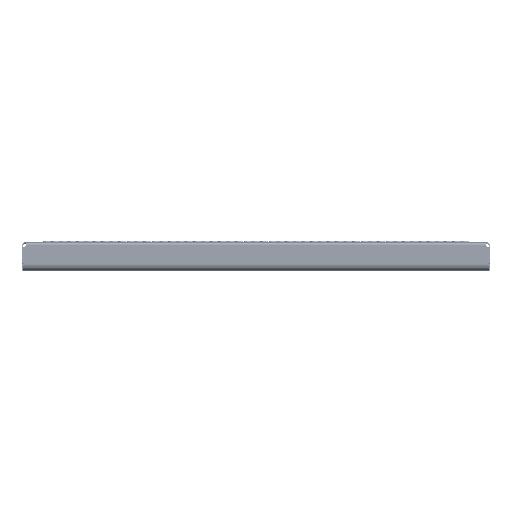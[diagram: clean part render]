
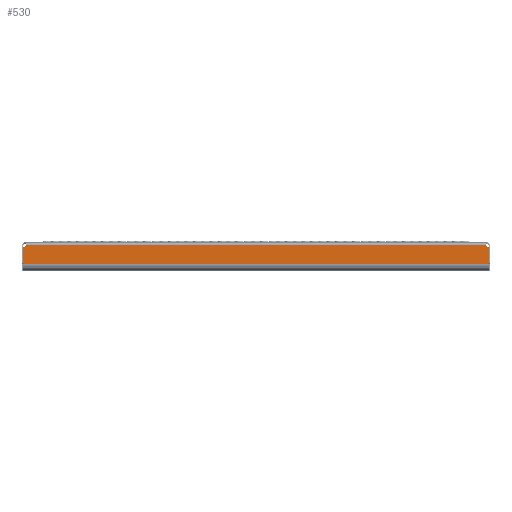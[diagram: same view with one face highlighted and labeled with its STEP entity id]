
A CAD part, top view. The second image highlights one B-rep face of the part: STEP entity #530.
In plain terms, the highlighted planar face has unit normal (0, 0, 1).
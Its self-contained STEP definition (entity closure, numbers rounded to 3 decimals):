
#530 = ADVANCED_FACE ( 'NONE', ( #22260 ), #18247, .T. ) ;
#3571 = EDGE_CURVE ( 'NONE', #189460, #189459, #39520, .T. ) ;
#3584 = EDGE_CURVE ( 'NONE', #189462, #189463, #39523, .T. ) ;
#3588 = EDGE_CURVE ( 'NONE', #189466, #189468, #39527, .T. ) ;
#3592 = EDGE_CURVE ( 'NONE', #189468, #189463, #58374, .T. ) ;
#3593 = EDGE_CURVE ( 'NONE', #189459, #189466, #39529, .T. ) ;
#3594 = EDGE_CURVE ( 'NONE', #189462, #189460, #58372, .T. ) ;
#15284 = ORIENTED_EDGE ( 'NONE', *, *, #3592, .T. ) ;
#15288 = ORIENTED_EDGE ( 'NONE', *, *, #3593, .T. ) ;
#15290 = ORIENTED_EDGE ( 'NONE', *, *, #3584, .F. ) ;
#15292 = ORIENTED_EDGE ( 'NONE', *, *, #3588, .T. ) ;
#15293 = ORIENTED_EDGE ( 'NONE', *, *, #3594, .T. ) ;
#15298 = ORIENTED_EDGE ( 'NONE', *, *, #3571, .T. ) ;
#18247 = PLANE ( 'NONE',  #45775 ) ;
#18248 = CARTESIAN_POINT ( 'NONE',  ( -349., 270.712, 137.5 ) ) ;
#18249 = DIRECTION ( 'NONE',  ( 0., 0., 1. ) ) ;
#18250 = DIRECTION ( 'NONE',  ( 0., -1., 0. ) ) ;
#22260 = FACE_OUTER_BOUND ( 'NONE', #157797, .T. ) ;
#39520 = LINE ( 'NONE', #63092, #58360 ) ;
#39523 = LINE ( 'NONE', #63315, #58363 ) ;
#39527 = LINE ( 'NONE', #63339, #58368 ) ;
#39529 = LINE ( 'NONE', #63375, #58377 ) ;
#45775 = AXIS2_PLACEMENT_3D ( 'NONE', #18248, #18249, #18250 ) ;
#58360 = VECTOR ( 'NONE', #63094, 1000. ) ;
#58363 = VECTOR ( 'NONE', #63318, 1000. ) ;
#58368 = VECTOR ( 'NONE', #63341, 1000. ) ;
#58372 = CIRCLE ( 'NONE', #58378, 5. ) ;
#58374 = CIRCLE ( 'NONE', #58375, 5. ) ;
#58375 = AXIS2_PLACEMENT_3D ( 'NONE', #63368, #63369, #63372 ) ;
#58377 = VECTOR ( 'NONE', #63377, 1000. ) ;
#58378 = AXIS2_PLACEMENT_3D ( 'NONE', #63381, #63384, #63386 ) ;
#63092 = CARTESIAN_POINT ( 'NONE',  ( -347.99, -7.185, 137.5 ) ) ;
#63094 = DIRECTION ( 'NONE',  ( 0., -1., 0. ) ) ;
#63315 = CARTESIAN_POINT ( 'NONE',  ( -349., -4., 137.5 ) ) ;
#63318 = DIRECTION ( 'NONE',  ( 1., 0., 0. ) ) ;
#63339 = CARTESIAN_POINT ( 'NONE',  ( 347.99, -7.185, 137.5 ) ) ;
#63341 = DIRECTION ( 'NONE',  ( 0., 1., 0. ) ) ;
#63368 = CARTESIAN_POINT ( 'NONE',  ( 349., -2.288, 137.5 ) ) ;
#63369 = DIRECTION ( 'NONE',  ( 0., 0., -1. ) ) ;
#63372 = DIRECTION ( 'NONE',  ( 0., -1., 0. ) ) ;
#63375 = CARTESIAN_POINT ( 'NONE',  ( -347.99, -32.498, 137.5 ) ) ;
#63377 = DIRECTION ( 'NONE',  ( 1., 0., 0. ) ) ;
#63381 = CARTESIAN_POINT ( 'NONE',  ( -349., -2.288, 137.5 ) ) ;
#63384 = DIRECTION ( 'NONE',  ( 0., 0., -1. ) ) ;
#63386 = DIRECTION ( 'NONE',  ( 0., -1., 0. ) ) ;
#116456 = CARTESIAN_POINT ( 'NONE',  ( -347.99, -32.498, 137.5 ) ) ;
#116457 = CARTESIAN_POINT ( 'NONE',  ( -347.99, -7.185, 137.5 ) ) ;
#116459 = CARTESIAN_POINT ( 'NONE',  ( -344.302, -4., 137.5 ) ) ;
#116460 = CARTESIAN_POINT ( 'NONE',  ( 344.302, -4., 137.5 ) ) ;
#116463 = CARTESIAN_POINT ( 'NONE',  ( 347.99, -32.498, 137.5 ) ) ;
#116465 = CARTESIAN_POINT ( 'NONE',  ( 347.99, -7.185, 137.5 ) ) ;
#157797 = EDGE_LOOP ( 'NONE', ( #15288, #15292, #15284, #15290, #15293, #15298 ) ) ;
#189459 = VERTEX_POINT ( 'NONE', #116456 ) ;
#189460 = VERTEX_POINT ( 'NONE', #116457 ) ;
#189462 = VERTEX_POINT ( 'NONE', #116459 ) ;
#189463 = VERTEX_POINT ( 'NONE', #116460 ) ;
#189466 = VERTEX_POINT ( 'NONE', #116463 ) ;
#189468 = VERTEX_POINT ( 'NONE', #116465 ) ;
